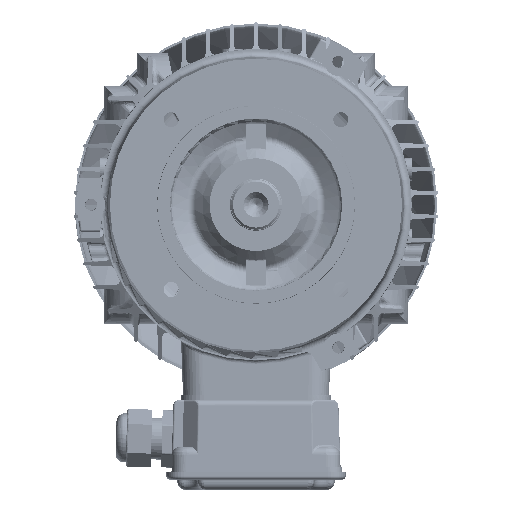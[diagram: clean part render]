
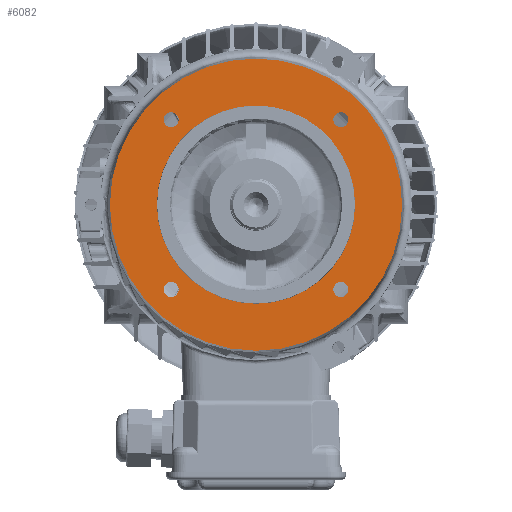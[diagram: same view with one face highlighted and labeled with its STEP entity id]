
A CAD part, left-side view. The second image highlights one B-rep face of the part: STEP entity #6082.
In plain terms, the highlighted planar face has unit normal (-1, 0, 0).
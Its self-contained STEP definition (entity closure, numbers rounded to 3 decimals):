
#6082 = ADVANCED_FACE( '', ( #14589, #14590, #14591, #14592, #14593, #14594 ), #14595, .F. );
#14589 = FACE_BOUND( '', #53267, .T. );
#14590 = FACE_BOUND( '', #53268, .T. );
#14591 = FACE_BOUND( '', #53269, .T. );
#14592 = FACE_BOUND( '', #53270, .T. );
#14593 = FACE_OUTER_BOUND( '', #53271, .T. );
#14594 = FACE_BOUND( '', #53272, .T. );
#14595 = PLANE( '', #53273 );
#53267 = EDGE_LOOP( '', ( #116905 ) );
#53268 = EDGE_LOOP( '', ( #116906 ) );
#53269 = EDGE_LOOP( '', ( #116907 ) );
#53270 = EDGE_LOOP( '', ( #116908 ) );
#53271 = EDGE_LOOP( '', ( #116909 ) );
#53272 = EDGE_LOOP( '', ( #116910 ) );
#53273 = AXIS2_PLACEMENT_3D( '', #116911, #116912, #116913 );
#116905 = ORIENTED_EDGE( '', *, *, #140565, .T. );
#116906 = ORIENTED_EDGE( '', *, *, #140566, .T. );
#116907 = ORIENTED_EDGE( '', *, *, #140567, .T. );
#116908 = ORIENTED_EDGE( '', *, *, #140568, .T. );
#116909 = ORIENTED_EDGE( '', *, *, #140569, .F. );
#116910 = ORIENTED_EDGE( '', *, *, #135755, .T. );
#116911 = CARTESIAN_POINT( '', ( -30.867, 53.975, 0. ) );
#116912 = DIRECTION( '', ( 1., 0., 0. ) );
#116913 = DIRECTION( '', ( 0., 0., -1. ) );
#135755 = EDGE_CURVE( '', #148140, #148140, #148141, .T. );
#140565 = EDGE_CURVE( '', #155738, #155738, #155739, .T. );
#140566 = EDGE_CURVE( '', #155740, #155740, #155741, .T. );
#140567 = EDGE_CURVE( '', #155742, #155742, #155743, .T. );
#140568 = EDGE_CURVE( '', #155744, #155744, #155745, .T. );
#140569 = EDGE_CURVE( '', #155746, #155746, #155747, .T. );
#148140 = VERTEX_POINT( '', #168643 );
#148141 = CIRCLE( '', #168644, 47.5 );
#155738 = VERTEX_POINT( '', #197092 );
#155739 = CIRCLE( '', #197093, 3.594 );
#155740 = VERTEX_POINT( '', #197094 );
#155741 = CIRCLE( '', #197095, 3.594 );
#155742 = VERTEX_POINT( '', #197096 );
#155743 = CIRCLE( '', #197097, 3.594 );
#155744 = VERTEX_POINT( '', #197098 );
#155745 = CIRCLE( '', #197099, 3.594 );
#155746 = VERTEX_POINT( '', #197100 );
#155747 = CIRCLE( '', #197101, 70. );
#168643 = CARTESIAN_POINT( '', ( -30.867, 47.5, 0. ) );
#168644 = AXIS2_PLACEMENT_3D( '', #222567, #222568, #222569 );
#197092 = CARTESIAN_POINT( '', ( -30.867, -44.253, -40.659 ) );
#197093 = AXIS2_PLACEMENT_3D( '', #228908, #228909, #228910 );
#197094 = CARTESIAN_POINT( '', ( -30.867, -40.659, 44.253 ) );
#197095 = AXIS2_PLACEMENT_3D( '', #228911, #228912, #228913 );
#197096 = CARTESIAN_POINT( '', ( -30.867, 44.253, 40.659 ) );
#197097 = AXIS2_PLACEMENT_3D( '', #228914, #228915, #228916 );
#197098 = CARTESIAN_POINT( '', ( -30.867, 40.659, -44.253 ) );
#197099 = AXIS2_PLACEMENT_3D( '', #228917, #228918, #228919 );
#197100 = CARTESIAN_POINT( '', ( -30.867, 0., -70. ) );
#197101 = AXIS2_PLACEMENT_3D( '', #228920, #228921, #228922 );
#222567 = CARTESIAN_POINT( '', ( -30.867, 0., 0. ) );
#222568 = DIRECTION( '', ( 1., 0., 0. ) );
#222569 = DIRECTION( '', ( 0., 1., 0. ) );
#228908 = CARTESIAN_POINT( '', ( -30.867, -40.659, -40.659 ) );
#228909 = DIRECTION( '', ( 1., 0., 0. ) );
#228910 = DIRECTION( '', ( 0., -1., 0. ) );
#228911 = CARTESIAN_POINT( '', ( -30.867, -40.659, 40.659 ) );
#228912 = DIRECTION( '', ( 1., 0., 0. ) );
#228913 = DIRECTION( '', ( 0., 0., 1. ) );
#228914 = CARTESIAN_POINT( '', ( -30.867, 40.659, 40.659 ) );
#228915 = DIRECTION( '', ( 1., 0., 0. ) );
#228916 = DIRECTION( '', ( 0., 1., 0. ) );
#228917 = CARTESIAN_POINT( '', ( -30.867, 40.659, -40.659 ) );
#228918 = DIRECTION( '', ( 1., 0., 0. ) );
#228919 = DIRECTION( '', ( 0., 0., -1. ) );
#228920 = CARTESIAN_POINT( '', ( -30.867, 0., 0. ) );
#228921 = DIRECTION( '', ( 1., 0., 0. ) );
#228922 = DIRECTION( '', ( 0., 0., -1. ) );
